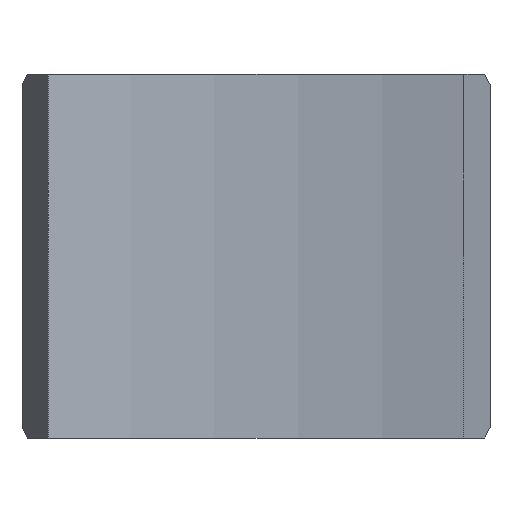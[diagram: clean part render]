
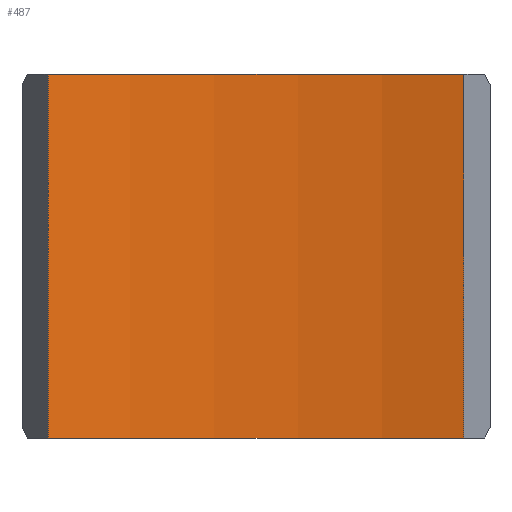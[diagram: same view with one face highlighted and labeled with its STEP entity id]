
A CAD part, front view. The second image highlights one B-rep face of the part: STEP entity #487.
In plain terms, the highlighted cylindrical face has radius 19.05 mm (diameter 38.1 mm), a partial arc.
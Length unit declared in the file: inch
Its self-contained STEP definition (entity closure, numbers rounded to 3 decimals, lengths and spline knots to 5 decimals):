
#37 = ORIENTED_EDGE ( 'NONE', *, *, #479, .T. ) ;
#43 = CARTESIAN_POINT ( 'NONE',  ( 0.19985, -0.18023, 0.35 ) ) ;
#63 = CARTESIAN_POINT ( 'NONE',  ( 0., -0.90311, 0. ) ) ;
#109 = ORIENTED_EDGE ( 'NONE', *, *, #450, .T. ) ;
#116 = DIRECTION ( 'NONE',  ( 1., 0., 0. ) ) ;
#133 = AXIS2_PLACEMENT_3D ( 'NONE', #63, #820, #325 ) ;
#153 = CARTESIAN_POINT ( 'NONE',  ( -0.19985, -0.18023, 0. ) ) ;
#162 = VECTOR ( 'NONE', #677, 39.37008 ) ;
#196 = VECTOR ( 'NONE', #506, 39.37008 ) ;
#208 = CARTESIAN_POINT ( 'NONE',  ( 0., -0.90311, 0.35 ) ) ;
#273 = CYLINDRICAL_SURFACE ( 'NONE', #849, 0.75 ) ;
#303 = ORIENTED_EDGE ( 'NONE', *, *, #725, .F. ) ;
#305 = EDGE_CURVE ( 'NONE', #721, #345, #580, .T. ) ;
#306 = CARTESIAN_POINT ( 'NONE',  ( 0., -0.90311, 0.35 ) ) ;
#325 = DIRECTION ( 'NONE',  ( 1., 0., 0. ) ) ;
#345 = VERTEX_POINT ( 'NONE', #720 ) ;
#353 = ORIENTED_EDGE ( 'NONE', *, *, #305, .F. ) ;
#396 = LINE ( 'NONE', #404, #162 ) ;
#404 = CARTESIAN_POINT ( 'NONE',  ( -0.19985, -0.18023, 0.35 ) ) ;
#412 = CARTESIAN_POINT ( 'NONE',  ( -0.19985, -0.18023, 0.35 ) ) ;
#449 = VERTEX_POINT ( 'NONE', #412 ) ;
#450 = EDGE_CURVE ( 'NONE', #449, #666, #396, .T. ) ;
#476 = FACE_OUTER_BOUND ( 'NONE', #527, .T. ) ;
#479 = EDGE_CURVE ( 'NONE', #666, #345, #514, .T. ) ;
#487 = ADVANCED_FACE ( 'NONE', ( #476 ), #273, .F. ) ;
#501 = CIRCLE ( 'NONE', #614, 0.75 ) ;
#506 = DIRECTION ( 'NONE',  ( 0., 0., -1. ) ) ;
#514 = CIRCLE ( 'NONE', #133, 0.75 ) ;
#527 = EDGE_LOOP ( 'NONE', ( #37, #353, #303, #109 ) ) ;
#536 = DIRECTION ( 'NONE',  ( -1., 0., 0. ) ) ;
#573 = DIRECTION ( 'NONE',  ( 0., 0., -1. ) ) ;
#580 = LINE ( 'NONE', #790, #196 ) ;
#614 = AXIS2_PLACEMENT_3D ( 'NONE', #306, #573, #116 ) ;
#666 = VERTEX_POINT ( 'NONE', #153 ) ;
#677 = DIRECTION ( 'NONE',  ( 0., 0., -1. ) ) ;
#720 = CARTESIAN_POINT ( 'NONE',  ( 0.19985, -0.18023, 0. ) ) ;
#721 = VERTEX_POINT ( 'NONE', #43 ) ;
#725 = EDGE_CURVE ( 'NONE', #449, #721, #501, .T. ) ;
#753 = DIRECTION ( 'NONE',  ( 0., 0., -1. ) ) ;
#790 = CARTESIAN_POINT ( 'NONE',  ( 0.19985, -0.18023, 0.35 ) ) ;
#820 = DIRECTION ( 'NONE',  ( 0., 0., -1. ) ) ;
#849 = AXIS2_PLACEMENT_3D ( 'NONE', #208, #753, #536 ) ;
